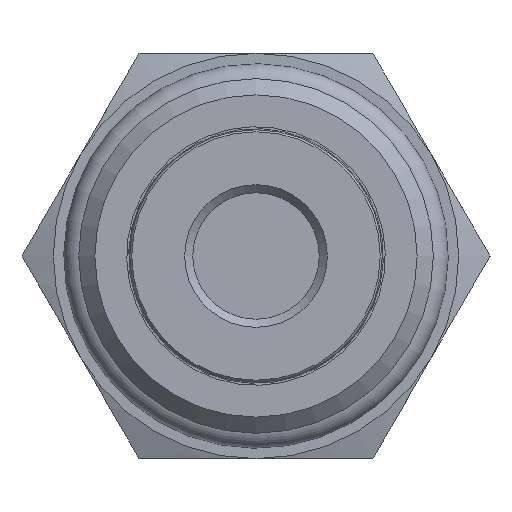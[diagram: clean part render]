
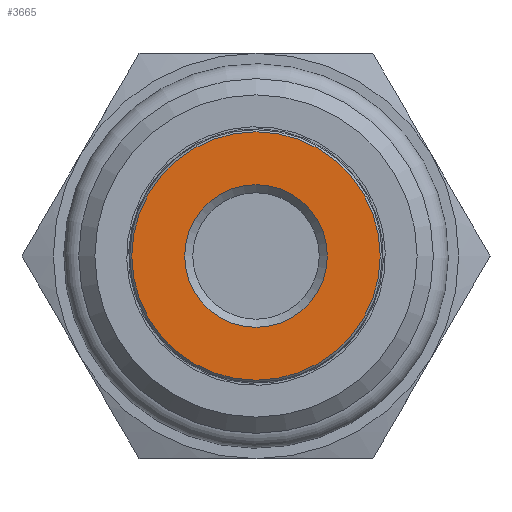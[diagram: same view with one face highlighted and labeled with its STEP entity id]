
A CAD part, left-side view. The second image highlights one B-rep face of the part: STEP entity #3665.
In plain terms, the highlighted planar face has unit normal (-1, 0, 0).
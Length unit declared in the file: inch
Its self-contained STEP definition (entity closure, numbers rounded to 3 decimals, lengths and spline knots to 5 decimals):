
#3634=CARTESIAN_POINT('',(0.,0.176,0.));
#3635=VERTEX_POINT('',#3634);
#3636=CARTESIAN_POINT('',(0.,0.0,0.0));
#3637=DIRECTION('',(-1.0,0.0,0.0));
#3638=DIRECTION('',(0.0,-1.0,0.0));
#3639=AXIS2_PLACEMENT_3D('',#3636,#3637,#3638);
#3640=CIRCLE('',#3639,0.176);
#3641=EDGE_CURVE('',#3635,#3635,#3640,.T.);
#3646=CARTESIAN_POINT('',(0.,0.23375,0.0));
#3647=DIRECTION('',(-1.0,0.0,0.0));
#3648=DIRECTION('',(0.0,0.0,1.0));
#3649=AXIS2_PLACEMENT_3D('',#3646,#3647,#3648);
#3650=PLANE('',#3649);
#3651=CARTESIAN_POINT('',(0.,0.3065,0.));
#3652=VERTEX_POINT('',#3651);
#3653=CARTESIAN_POINT('',(0.,0.0,0.0));
#3654=DIRECTION('',(1.0,0.0,0.0));
#3655=DIRECTION('',(0.0,-1.0,0.0));
#3656=AXIS2_PLACEMENT_3D('',#3653,#3654,#3655);
#3657=CIRCLE('',#3656,0.3065);
#3658=EDGE_CURVE('',#3652,#3652,#3657,.T.);
#3659=ORIENTED_EDGE('',*,*,#3658,.F.);
#3660=EDGE_LOOP('',(#3659));
#3661=FACE_OUTER_BOUND('',#3660,.T.);
#3662=ORIENTED_EDGE('',*,*,#3641,.F.);
#3663=EDGE_LOOP('',(#3662));
#3664=FACE_BOUND('',#3663,.T.);
#3665=ADVANCED_FACE('',(#3661,#3664),#3650,.T.);
